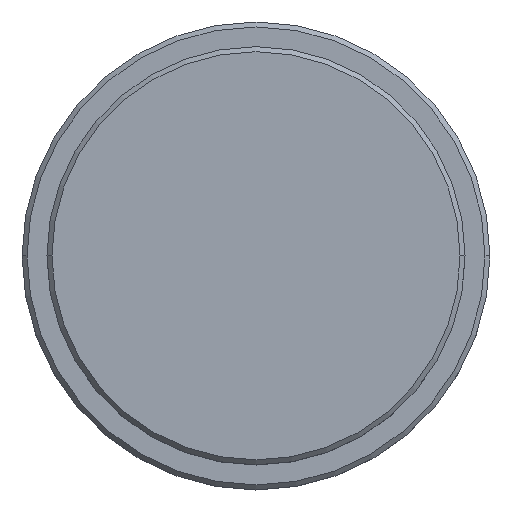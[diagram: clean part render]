
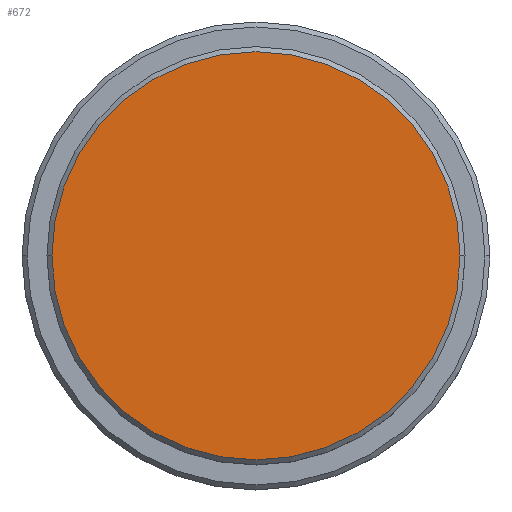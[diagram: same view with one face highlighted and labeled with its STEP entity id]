
A CAD part, top view. The second image highlights one B-rep face of the part: STEP entity #672.
In plain terms, the highlighted planar face has unit normal (0, 0, 1).
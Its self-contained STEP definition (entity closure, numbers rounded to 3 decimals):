
#4 = FACE_OUTER_BOUND ( 'NONE', #138, .T. ) ;
#7 = DIRECTION ( 'NONE',  ( 0., 0., 1. ) ) ;
#138 = EDGE_LOOP ( 'NONE', ( #416, #1179 ) ) ;
#146 = CARTESIAN_POINT ( 'NONE',  ( 20.5, 0., 0. ) ) ;
#247 = AXIS2_PLACEMENT_3D ( 'NONE', #1101, #351, #558 ) ;
#249 = AXIS2_PLACEMENT_3D ( 'NONE', #983, #7, #1209 ) ;
#326 = CARTESIAN_POINT ( 'NONE',  ( 0., 0., 0. ) ) ;
#351 = DIRECTION ( 'NONE',  ( 0., 0., 1. ) ) ;
#416 = ORIENTED_EDGE ( 'NONE', *, *, #1066, .T. ) ;
#501 = VERTEX_POINT ( 'NONE', #1067 ) ;
#558 = DIRECTION ( 'NONE',  ( 1., 0., 0. ) ) ;
#575 = AXIS2_PLACEMENT_3D ( 'NONE', #326, #891, #1333 ) ;
#584 = EDGE_CURVE ( 'NONE', #1277, #501, #1316, .T. ) ;
#672 = ADVANCED_FACE ( 'NONE', ( #4 ), #883, .T. ) ;
#883 = PLANE ( 'NONE',  #575 ) ;
#891 = DIRECTION ( 'NONE',  ( 0., 0., 1. ) ) ;
#983 = CARTESIAN_POINT ( 'NONE',  ( 0., 0., 0. ) ) ;
#1066 = EDGE_CURVE ( 'NONE', #501, #1277, #1073, .T. ) ;
#1067 = CARTESIAN_POINT ( 'NONE',  ( -20.5, 0., 0. ) ) ;
#1073 = CIRCLE ( 'NONE', #249, 20.5 ) ;
#1101 = CARTESIAN_POINT ( 'NONE',  ( 0., 0., 0. ) ) ;
#1179 = ORIENTED_EDGE ( 'NONE', *, *, #584, .T. ) ;
#1209 = DIRECTION ( 'NONE',  ( 1., 0., 0. ) ) ;
#1277 = VERTEX_POINT ( 'NONE', #146 ) ;
#1316 = CIRCLE ( 'NONE', #247, 20.5 ) ;
#1333 = DIRECTION ( 'NONE',  ( 1., 0., 0. ) ) ;
